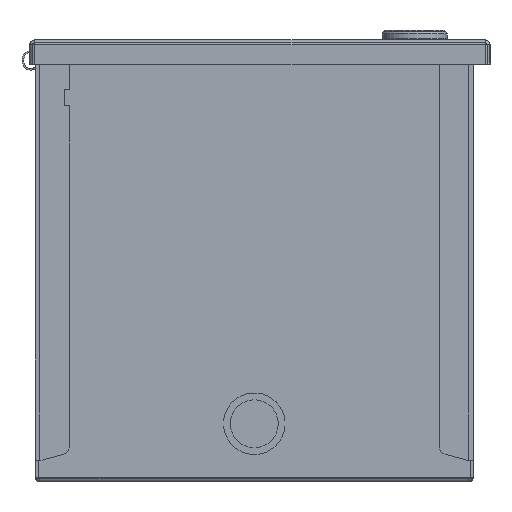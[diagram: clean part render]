
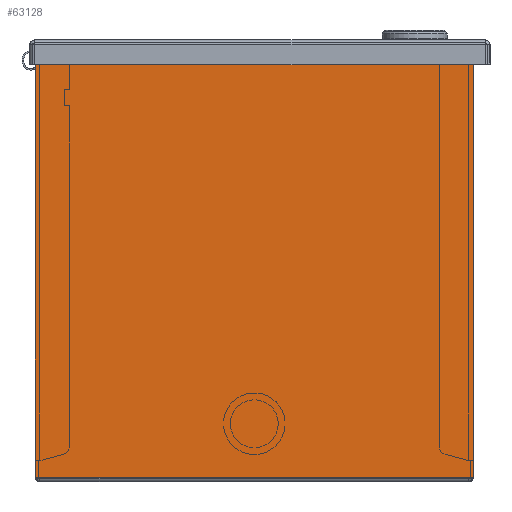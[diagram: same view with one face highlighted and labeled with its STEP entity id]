
A CAD part, left-side view. The second image highlights one B-rep face of the part: STEP entity #63128.
In plain terms, the highlighted planar face has unit normal (-1, 0, 0).
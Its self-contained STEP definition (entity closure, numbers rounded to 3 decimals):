
#4467=FACE_BOUND('',#10728,.T.);
#4468=FACE_BOUND('',#10729,.T.);
#4469=FACE_BOUND('',#10730,.T.);
#4470=FACE_BOUND('',#10731,.T.);
#4992=PLANE('',#67265);
#7044=FACE_OUTER_BOUND('',#10727,.T.);
#10727=EDGE_LOOP('',(#45577,#45578,#45579,#45580));
#10728=EDGE_LOOP('',(#45581,#45582,#45583,#45584));
#10729=EDGE_LOOP('',(#45585,#45586,#45587,#45588));
#10730=EDGE_LOOP('',(#45589,#45590,#45591,#45592));
#10731=EDGE_LOOP('',(#45593,#45594,#45595,#45596));
#14354=LINE('',#85682,#20547);
#14630=LINE('',#86501,#20823);
#14634=LINE('',#86515,#20827);
#14640=LINE('',#86529,#20833);
#14649=LINE('',#86558,#20842);
#14662=LINE('',#86597,#20855);
#14666=LINE('',#86611,#20859);
#14672=LINE('',#86625,#20865);
#14681=LINE('',#86654,#20874);
#15006=LINE('',#87441,#21199);
#15010=LINE('',#87450,#21203);
#15097=LINE('',#87703,#21290);
#20547=VECTOR('',#71045,0.394);
#20823=VECTOR('',#71857,0.394);
#20827=VECTOR('',#71875,0.394);
#20833=VECTOR('',#71885,0.394);
#20842=VECTOR('',#71916,0.394);
#20855=VECTOR('',#71953,0.394);
#20859=VECTOR('',#71971,0.394);
#20865=VECTOR('',#71981,0.394);
#20874=VECTOR('',#72012,0.394);
#21199=VECTOR('',#72723,0.394);
#21203=VECTOR('',#72735,0.394);
#21290=VECTOR('',#72970,0.394);
#26768=CIRCLE('',#66936,0.438);
#26772=CIRCLE('',#66945,0.437);
#26778=CIRCLE('',#66957,0.438);
#26780=CIRCLE('',#66962,0.437);
#26784=CIRCLE('',#66968,0.563);
#26788=CIRCLE('',#66977,0.562);
#26794=CIRCLE('',#66989,0.563);
#26796=CIRCLE('',#66994,0.562);
#28072=VERTEX_POINT('',#85679);
#28073=VERTEX_POINT('',#85681);
#28340=VERTEX_POINT('',#86479);
#28341=VERTEX_POINT('',#86480);
#28348=VERTEX_POINT('',#86500);
#28350=VERTEX_POINT('',#86509);
#28356=VERTEX_POINT('',#86527);
#28357=VERTEX_POINT('',#86528);
#28364=VERTEX_POINT('',#86548);
#28366=VERTEX_POINT('',#86557);
#28372=VERTEX_POINT('',#86575);
#28373=VERTEX_POINT('',#86576);
#28380=VERTEX_POINT('',#86596);
#28382=VERTEX_POINT('',#86605);
#28388=VERTEX_POINT('',#86623);
#28389=VERTEX_POINT('',#86624);
#28396=VERTEX_POINT('',#86644);
#28398=VERTEX_POINT('',#86653);
#28666=VERTEX_POINT('',#87438);
#28667=VERTEX_POINT('',#87440);
#34134=EDGE_CURVE('',#28072,#28073,#14354,.T.);
#34533=EDGE_CURVE('',#28340,#28341,#26768,.T.);
#34543=EDGE_CURVE('',#28341,#28348,#14630,.T.);
#34548=EDGE_CURVE('',#28348,#28350,#26772,.T.);
#34551=EDGE_CURVE('',#28350,#28340,#14634,.T.);
#34557=EDGE_CURVE('',#28356,#28357,#14640,.T.);
#34567=EDGE_CURVE('',#28357,#28364,#26778,.T.);
#34572=EDGE_CURVE('',#28364,#28366,#14649,.T.);
#34575=EDGE_CURVE('',#28366,#28356,#26780,.T.);
#34581=EDGE_CURVE('',#28372,#28373,#26784,.T.);
#34591=EDGE_CURVE('',#28373,#28380,#14662,.T.);
#34596=EDGE_CURVE('',#28380,#28382,#26788,.T.);
#34599=EDGE_CURVE('',#28382,#28372,#14666,.T.);
#34605=EDGE_CURVE('',#28388,#28389,#14672,.T.);
#34615=EDGE_CURVE('',#28389,#28396,#26794,.T.);
#34620=EDGE_CURVE('',#28396,#28398,#14681,.T.);
#34623=EDGE_CURVE('',#28398,#28388,#26796,.T.);
#35018=EDGE_CURVE('',#28667,#28666,#15006,.T.);
#35023=EDGE_CURVE('',#28072,#28667,#15010,.T.);
#35138=EDGE_CURVE('',#28073,#28666,#15097,.T.);
#45577=ORIENTED_EDGE('',*,*,#35023,.T.);
#45578=ORIENTED_EDGE('',*,*,#35018,.T.);
#45579=ORIENTED_EDGE('',*,*,#35138,.F.);
#45580=ORIENTED_EDGE('',*,*,#34134,.F.);
#45581=ORIENTED_EDGE('',*,*,#34548,.T.);
#45582=ORIENTED_EDGE('',*,*,#34551,.T.);
#45583=ORIENTED_EDGE('',*,*,#34533,.T.);
#45584=ORIENTED_EDGE('',*,*,#34543,.T.);
#45585=ORIENTED_EDGE('',*,*,#34572,.T.);
#45586=ORIENTED_EDGE('',*,*,#34575,.T.);
#45587=ORIENTED_EDGE('',*,*,#34557,.T.);
#45588=ORIENTED_EDGE('',*,*,#34567,.T.);
#45589=ORIENTED_EDGE('',*,*,#34596,.T.);
#45590=ORIENTED_EDGE('',*,*,#34599,.T.);
#45591=ORIENTED_EDGE('',*,*,#34581,.T.);
#45592=ORIENTED_EDGE('',*,*,#34591,.T.);
#45593=ORIENTED_EDGE('',*,*,#34620,.T.);
#45594=ORIENTED_EDGE('',*,*,#34623,.T.);
#45595=ORIENTED_EDGE('',*,*,#34605,.T.);
#45596=ORIENTED_EDGE('',*,*,#34615,.T.);
#63128=ADVANCED_FACE('',(#7044,#4467,#4468,#4469,#4470),#4992,.T.);
#66936=AXIS2_PLACEMENT_3D('',#86481,#71839,#71840);
#66945=AXIS2_PLACEMENT_3D('',#86510,#71868,#71869);
#66957=AXIS2_PLACEMENT_3D('',#86549,#71905,#71906);
#66962=AXIS2_PLACEMENT_3D('',#86563,#71921,#71922);
#66968=AXIS2_PLACEMENT_3D('',#86577,#71935,#71936);
#66977=AXIS2_PLACEMENT_3D('',#86606,#71964,#71965);
#66989=AXIS2_PLACEMENT_3D('',#86645,#72001,#72002);
#66994=AXIS2_PLACEMENT_3D('',#86659,#72017,#72018);
#67265=AXIS2_PLACEMENT_3D('',#87726,#72974,#72975);
#71045=DIRECTION('',(0.,0.,-1.));
#71839=DIRECTION('center_axis',(1.,0.,0.));
#71840=DIRECTION('ref_axis',(0.,0.,-1.));
#71857=DIRECTION('',(0.,0.,-1.));
#71868=DIRECTION('center_axis',(-1.,0.,0.));
#71869=DIRECTION('ref_axis',(0.,0.,1.));
#71875=DIRECTION('',(0.,0.,-1.));
#71885=DIRECTION('',(0.,0.,1.));
#71905=DIRECTION('center_axis',(1.,0.,0.));
#71906=DIRECTION('ref_axis',(0.,0.,-1.));
#71916=DIRECTION('',(0.,0.,1.));
#71921=DIRECTION('center_axis',(-1.,0.,0.));
#71922=DIRECTION('ref_axis',(0.,0.,1.));
#71935=DIRECTION('center_axis',(1.,0.,0.));
#71936=DIRECTION('ref_axis',(0.,0.,-1.));
#71953=DIRECTION('',(0.,-1.,0.));
#71964=DIRECTION('center_axis',(-1.,0.,0.));
#71965=DIRECTION('ref_axis',(0.,0.,1.));
#71971=DIRECTION('',(0.,-1.,0.));
#71981=DIRECTION('',(0.,1.,0.));
#72001=DIRECTION('center_axis',(1.,0.,0.));
#72002=DIRECTION('ref_axis',(0.,0.,-1.));
#72012=DIRECTION('',(0.,1.,0.));
#72017=DIRECTION('center_axis',(-1.,0.,0.));
#72018=DIRECTION('ref_axis',(0.,0.,1.));
#72723=DIRECTION('',(0.,0.,-1.));
#72735=DIRECTION('',(0.,1.,0.));
#72970=DIRECTION('',(0.,1.,0.));
#72974=DIRECTION('center_axis',(-1.,0.,0.));
#72975=DIRECTION('ref_axis',(0.,0.,1.));
#85679=CARTESIAN_POINT('',(-12.,-4.,7.914));
#85681=CARTESIAN_POINT('',(-12.,-4.,0.086));
#85682=CARTESIAN_POINT('',(-12.,-4.,8.));
#86479=CARTESIAN_POINT('',(-12.,0.04,0.627));
#86480=CARTESIAN_POINT('',(-12.,0.04,1.498));
#86481=CARTESIAN_POINT('Origin',(-12.,0.,1.063));
#86500=CARTESIAN_POINT('',(-12.,0.04,1.498));
#86501=CARTESIAN_POINT('',(-12.,0.04,4.749));
#86509=CARTESIAN_POINT('',(-12.,0.04,0.627));
#86510=CARTESIAN_POINT('Origin',(-12.,0.,1.063));
#86515=CARTESIAN_POINT('',(-12.,0.04,4.313));
#86527=CARTESIAN_POINT('',(-12.,-0.04,1.498));
#86528=CARTESIAN_POINT('',(-12.,-0.04,1.498));
#86529=CARTESIAN_POINT('',(-12.,-0.04,4.749));
#86548=CARTESIAN_POINT('',(-12.,-0.04,0.627));
#86549=CARTESIAN_POINT('Origin',(-12.,0.,1.063));
#86557=CARTESIAN_POINT('',(-12.,-0.04,0.627));
#86558=CARTESIAN_POINT('',(-12.,-0.04,4.313));
#86563=CARTESIAN_POINT('Origin',(-12.,0.,1.063));
#86575=CARTESIAN_POINT('',(-12.,-0.56,1.013));
#86576=CARTESIAN_POINT('',(-12.,0.56,1.012));
#86577=CARTESIAN_POINT('Origin',(-12.,0.,1.063));
#86596=CARTESIAN_POINT('',(-12.,0.56,1.012));
#86597=CARTESIAN_POINT('',(-12.,-1.72,1.013));
#86605=CARTESIAN_POINT('',(-12.,-0.56,1.013));
#86606=CARTESIAN_POINT('Origin',(-12.,0.,1.063));
#86611=CARTESIAN_POINT('',(-12.,-2.28,1.012));
#86623=CARTESIAN_POINT('',(-12.,0.56,1.112));
#86624=CARTESIAN_POINT('',(-12.,0.56,1.112));
#86625=CARTESIAN_POINT('',(-12.,-1.72,1.113));
#86644=CARTESIAN_POINT('',(-12.,-0.56,1.113));
#86645=CARTESIAN_POINT('Origin',(-12.,0.,1.063));
#86653=CARTESIAN_POINT('',(-12.,-0.56,1.113));
#86654=CARTESIAN_POINT('',(-12.,-2.28,1.113));
#86659=CARTESIAN_POINT('Origin',(-12.,0.,1.063));
#87438=CARTESIAN_POINT('',(-12.,4.,0.086));
#87440=CARTESIAN_POINT('',(-12.,4.,7.914));
#87441=CARTESIAN_POINT('',(-12.,4.,8.));
#87450=CARTESIAN_POINT('',(-12.,0.,7.914));
#87703=CARTESIAN_POINT('',(-12.,4.,0.086));
#87726=CARTESIAN_POINT('Origin',(-12.,-4.,8.));
